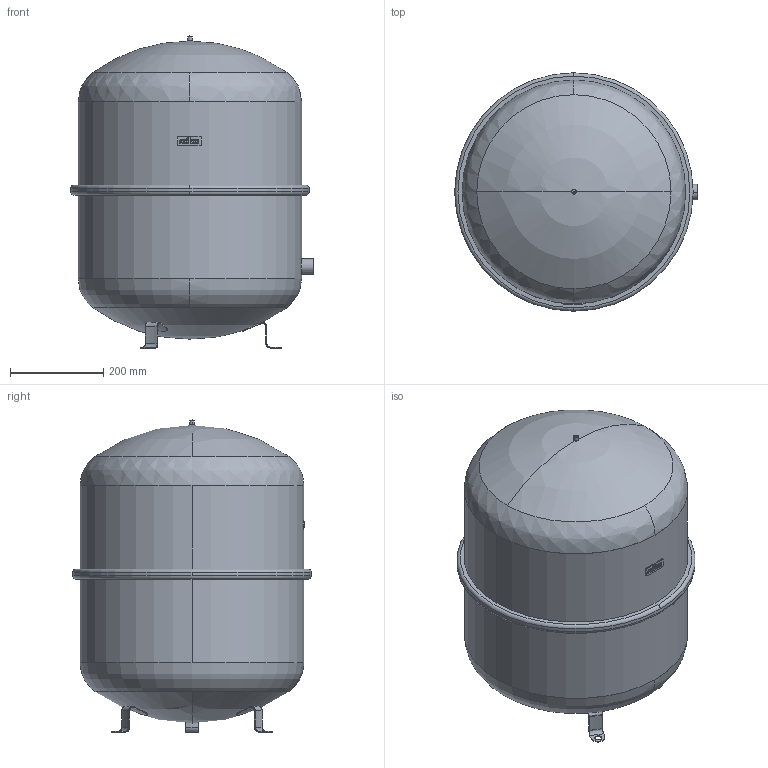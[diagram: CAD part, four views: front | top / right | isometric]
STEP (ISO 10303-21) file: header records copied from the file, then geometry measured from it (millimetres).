
FILE_DESCRIPTION((''),'2;1');
FILE_NAME('3d_NG100_6bar_red-7001500.stp','2012-02-14T10:41:37',(''),(''),'Mechanical Desktop 2011','Mechanical Desktop 2011',', , ');
FILE_SCHEMA(('CONFIG_CONTROL_DESIGN'));
Length unit declared in the file: millimetre
Products named in the file (1): Product
Bounding box: 521 x 512 x 670 mm (x, y, z)
Volume: 99675929.4 mm3; surface area: 1947466.8 mm2
Topology: 16 solids, 16 shells, 191 faces, 484 edges, 321 vertices
Faces by surface type: plane 76, cylinder 74, bspline 19, torus 16, sphere 6
Entity records: 6671 total; most frequent: CARTESIAN_POINT 1876, DIRECTION 1028, ORIENTED_EDGE 956, EDGE_CURVE 478, AXIS2_PLACEMENT_3D 401, VERTEX_POINT 321, VECTOR 226, LINE 226
